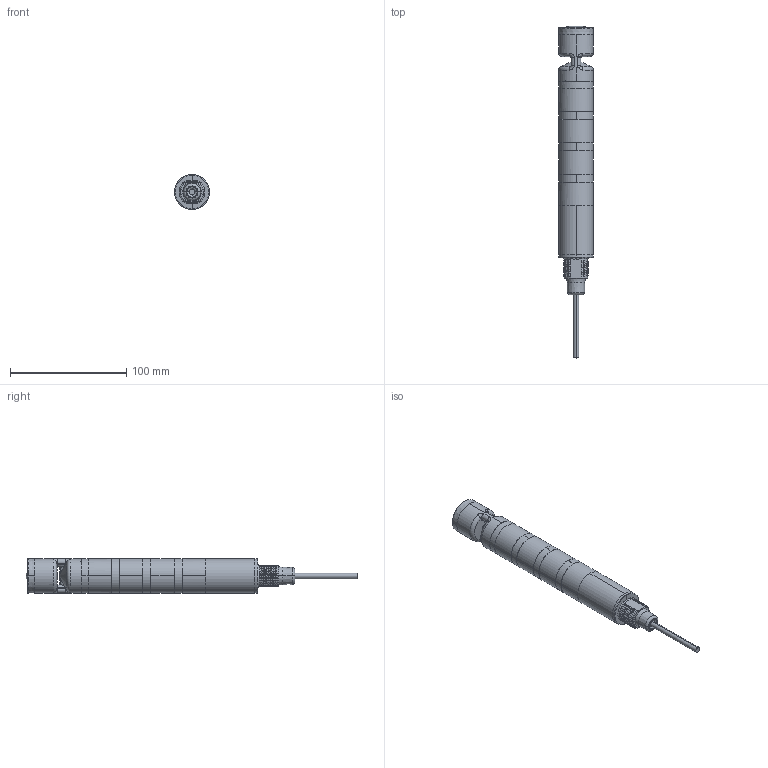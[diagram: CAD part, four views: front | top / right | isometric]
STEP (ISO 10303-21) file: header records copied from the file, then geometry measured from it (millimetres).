
FILE_DESCRIPTION((''),'2;1');
FILE_NAME('204601_ASM','2018-05-09T',('pdmadmin'),('BANNER ENGINEERING'),'CREO PARAMETRIC BY PTC INC, 2016260','CREO PARAMETRIC BY PTC INC, 2016260','');
FILE_SCHEMA(('CONFIG_CONTROL_DESIGN'));
Length unit declared in the file: millimetre
Products named in the file (15): 201226; 201224; 202000; 203806; CABLE_190; SOMMS_TL30_BASE_CABLE_ASM; 201229; 204322; 201228; 202220; SOMMS_AUDIBLE_BUZZER; 201227; SOMMS_AUDIBLE_TL30_TWISTLOCK_ASM; 202221; 204601_ASM
Assembly tree (19 placements, depth 3):
  204601_ASM
    201226
    201224
    SOMMS_TL30_BASE_CABLE_ASM
      202000
      203806
      CABLE_190
    201229
    204322
    SOMMS_AUDIBLE_TL30_TWISTLOCK_ASM
      201228
      202220
      SOMMS_AUDIBLE_BUZZER
      201227
    202221  x6
Bounding box: 30 x 285.86 x 30 mm (x, y, z)
Volume: 69667 mm3; surface area: 59266.1 mm2
Topology: 17 solids, 17 shells, 2245 faces, 5358 edges, 3149 vertices
Faces by surface type: bspline 878, plane 454, cylinder 343, cone 241, torus 201, sphere 128
Entity records: 107141 total; most frequent: CARTESIAN_POINT 69369, ORIENTED_EDGE 8828, DIRECTION 6556, EDGE_CURVE 4414, AXIS2_PLACEMENT_3D 2816, VERTEX_POINT 2564, EDGE_LOOP 1922, FACE_OUTER_BOUND 1885
